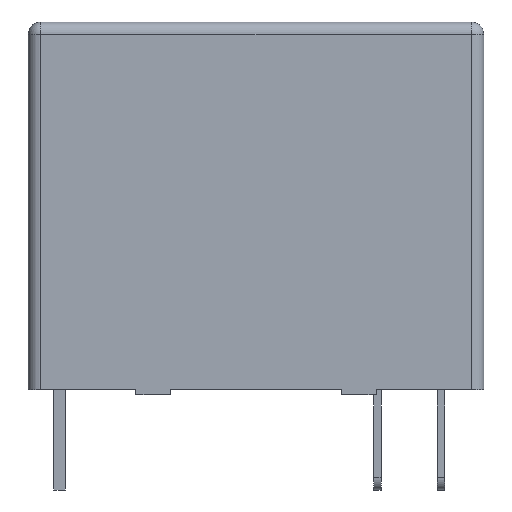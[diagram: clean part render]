
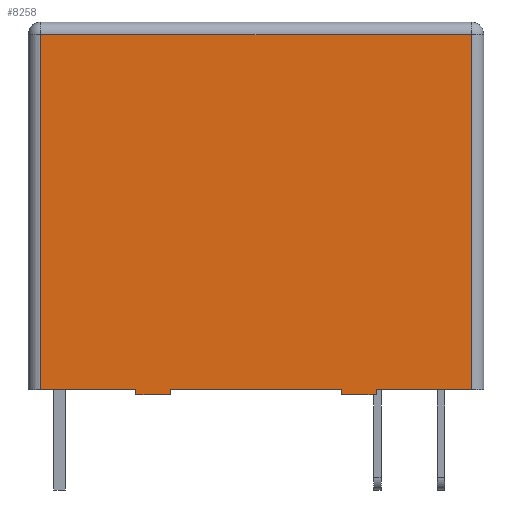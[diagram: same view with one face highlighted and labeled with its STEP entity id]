
A CAD part, front view. The second image highlights one B-rep face of the part: STEP entity #8258.
In plain terms, the highlighted planar face has unit normal (0, -1, 0).
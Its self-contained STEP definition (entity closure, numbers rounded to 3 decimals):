
#98 = PLANE ( 'NONE',  #13661 ) ;
#111 = LINE ( 'NONE', #7034, #332 ) ;
#287 = VECTOR ( 'NONE', #7095, 1000. ) ;
#332 = VECTOR ( 'NONE', #5783, 1000. ) ;
#393 = ORIENTED_EDGE ( 'NONE', *, *, #13361, .T. ) ;
#754 = ORIENTED_EDGE ( 'NONE', *, *, #7792, .F. ) ;
#1589 = VERTEX_POINT ( 'NONE', #11483 ) ;
#1825 = DIRECTION ( 'NONE',  ( 0., 0., 1. ) ) ;
#1871 = VERTEX_POINT ( 'NONE', #9205 ) ;
#1982 = LINE ( 'NONE', #15271, #5686 ) ;
#2214 = CARTESIAN_POINT ( 'NONE',  ( -4.798, -5.1, -0.2 ) ) ;
#2340 = CARTESIAN_POINT ( 'NONE',  ( -8.6, -5.1, 0. ) ) ;
#2341 = CARTESIAN_POINT ( 'NONE',  ( -9.1, -5.1, 0. ) ) ;
#2418 = CARTESIAN_POINT ( 'NONE',  ( -4.798, -5.1, -0.2 ) ) ;
#2434 = EDGE_CURVE ( 'NONE', #7678, #7512, #7014, .T. ) ;
#2575 = ORIENTED_EDGE ( 'NONE', *, *, #3928, .T. ) ;
#2657 = DIRECTION ( 'NONE',  ( 0., 0., 1. ) ) ;
#2804 = VECTOR ( 'NONE', #14119, 1000. ) ;
#2866 = CARTESIAN_POINT ( 'NONE',  ( -3.426, -5.1, -0.2 ) ) ;
#2999 = VERTEX_POINT ( 'NONE', #10162 ) ;
#3036 = VECTOR ( 'NONE', #3615, 1000. ) ;
#3279 = DIRECTION ( 'NONE',  ( 1., 0., 0. ) ) ;
#3303 = CARTESIAN_POINT ( 'NONE',  ( 3.426, -5.1, -0.2 ) ) ;
#3418 = EDGE_CURVE ( 'NONE', #6417, #6540, #13946, .T. ) ;
#3596 = CARTESIAN_POINT ( 'NONE',  ( -9.1, -5.1, 0. ) ) ;
#3615 = DIRECTION ( 'NONE',  ( 0., 0., 1. ) ) ;
#3743 = LINE ( 'NONE', #2418, #12379 ) ;
#3804 = CARTESIAN_POINT ( 'NONE',  ( 4.798, -5.1, -0.2 ) ) ;
#3928 = EDGE_CURVE ( 'NONE', #9296, #1589, #11785, .T. ) ;
#4306 = VERTEX_POINT ( 'NONE', #7647 ) ;
#4328 = EDGE_LOOP ( 'NONE', ( #6862, #5235, #14767, #9667, #754, #393, #10027, #12121, #13664, #12088, #9815, #2575 ) ) ;
#5092 = EDGE_CURVE ( 'NONE', #1589, #1871, #13966, .T. ) ;
#5233 = CARTESIAN_POINT ( 'NONE',  ( 4.798, -5.1, -0.2 ) ) ;
#5235 = ORIENTED_EDGE ( 'NONE', *, *, #5879, .T. ) ;
#5686 = VECTOR ( 'NONE', #7842, 1000. ) ;
#5783 = DIRECTION ( 'NONE',  ( 1., 0., 0. ) ) ;
#5795 = VECTOR ( 'NONE', #6311, 1000. ) ;
#5879 = EDGE_CURVE ( 'NONE', #1871, #6417, #9232, .T. ) ;
#6009 = DIRECTION ( 'NONE',  ( -1., 0., 0. ) ) ;
#6311 = DIRECTION ( 'NONE',  ( 1., 0., 0. ) ) ;
#6337 = LINE ( 'NONE', #5233, #11500 ) ;
#6417 = VERTEX_POINT ( 'NONE', #2340 ) ;
#6438 = VERTEX_POINT ( 'NONE', #2866 ) ;
#6540 = VERTEX_POINT ( 'NONE', #11430 ) ;
#6862 = ORIENTED_EDGE ( 'NONE', *, *, #5092, .T. ) ;
#7014 = LINE ( 'NONE', #3804, #287 ) ;
#7034 = CARTESIAN_POINT ( 'NONE',  ( -9.1, -5.1, 0. ) ) ;
#7095 = DIRECTION ( 'NONE',  ( 1., 0., 0. ) ) ;
#7291 = VERTEX_POINT ( 'NONE', #15091 ) ;
#7332 = CARTESIAN_POINT ( 'NONE',  ( -9.1, -5.1, 14.7 ) ) ;
#7512 = VERTEX_POINT ( 'NONE', #8169 ) ;
#7584 = CARTESIAN_POINT ( 'NONE',  ( -3.426, -5.1, -0.2 ) ) ;
#7647 = CARTESIAN_POINT ( 'NONE',  ( -4.798, -5.1, -0.2 ) ) ;
#7678 = VERTEX_POINT ( 'NONE', #3303 ) ;
#7792 = EDGE_CURVE ( 'NONE', #6438, #4306, #14338, .T. ) ;
#7842 = DIRECTION ( 'NONE',  ( 0., 0., 1. ) ) ;
#8156 = CARTESIAN_POINT ( 'NONE',  ( 8.6, -5.1, 14.7 ) ) ;
#8169 = CARTESIAN_POINT ( 'NONE',  ( 4.798, -5.1, -0.2 ) ) ;
#8258 = ADVANCED_FACE ( 'NONE', ( #10438 ), #98, .F. ) ;
#8964 = CARTESIAN_POINT ( 'NONE',  ( 8.6, -5.1, 0. ) ) ;
#9205 = CARTESIAN_POINT ( 'NONE',  ( -8.6, -5.1, 14.2 ) ) ;
#9232 = LINE ( 'NONE', #15276, #2804 ) ;
#9296 = VERTEX_POINT ( 'NONE', #8964 ) ;
#9494 = VECTOR ( 'NONE', #3279, 1000. ) ;
#9667 = ORIENTED_EDGE ( 'NONE', *, *, #14607, .F. ) ;
#9815 = ORIENTED_EDGE ( 'NONE', *, *, #13530, .T. ) ;
#9904 = LINE ( 'NONE', #7584, #10276 ) ;
#10027 = ORIENTED_EDGE ( 'NONE', *, *, #12198, .T. ) ;
#10162 = CARTESIAN_POINT ( 'NONE',  ( 3.426, -5.1, 0. ) ) ;
#10179 = VECTOR ( 'NONE', #6009, 1000. ) ;
#10276 = VECTOR ( 'NONE', #2657, 1000. ) ;
#10314 = DIRECTION ( 'NONE',  ( -1., 0., 0. ) ) ;
#10438 = FACE_OUTER_BOUND ( 'NONE', #4328, .T. ) ;
#11430 = CARTESIAN_POINT ( 'NONE',  ( -4.798, -5.1, 0. ) ) ;
#11459 = CARTESIAN_POINT ( 'NONE',  ( 4.798, -5.1, 0. ) ) ;
#11483 = CARTESIAN_POINT ( 'NONE',  ( 8.6, -5.1, 14.2 ) ) ;
#11484 = VECTOR ( 'NONE', #10314, 1000. ) ;
#11500 = VECTOR ( 'NONE', #1825, 1000. ) ;
#11700 = CARTESIAN_POINT ( 'NONE',  ( -9.1, -5.1, 14.2 ) ) ;
#11785 = LINE ( 'NONE', #8156, #3036 ) ;
#11920 = DIRECTION ( 'NONE',  ( 0., 0., 1. ) ) ;
#11941 = EDGE_CURVE ( 'NONE', #7512, #14525, #6337, .T. ) ;
#12057 = DIRECTION ( 'NONE',  ( 0., 0., 1. ) ) ;
#12088 = ORIENTED_EDGE ( 'NONE', *, *, #11941, .T. ) ;
#12121 = ORIENTED_EDGE ( 'NONE', *, *, #15265, .F. ) ;
#12198 = EDGE_CURVE ( 'NONE', #7291, #2999, #111, .T. ) ;
#12379 = VECTOR ( 'NONE', #11920, 1000. ) ;
#13146 = DIRECTION ( 'NONE',  ( 0., 1., 0. ) ) ;
#13361 = EDGE_CURVE ( 'NONE', #6438, #7291, #9904, .T. ) ;
#13530 = EDGE_CURVE ( 'NONE', #14525, #9296, #14259, .T. ) ;
#13661 = AXIS2_PLACEMENT_3D ( 'NONE', #7332, #13146, #12057 ) ;
#13664 = ORIENTED_EDGE ( 'NONE', *, *, #2434, .T. ) ;
#13946 = LINE ( 'NONE', #2341, #9494 ) ;
#13966 = LINE ( 'NONE', #11700, #11484 ) ;
#14119 = DIRECTION ( 'NONE',  ( 0., 0., -1. ) ) ;
#14259 = LINE ( 'NONE', #3596, #5795 ) ;
#14338 = LINE ( 'NONE', #2214, #10179 ) ;
#14525 = VERTEX_POINT ( 'NONE', #11459 ) ;
#14607 = EDGE_CURVE ( 'NONE', #4306, #6540, #3743, .T. ) ;
#14767 = ORIENTED_EDGE ( 'NONE', *, *, #3418, .T. ) ;
#15091 = CARTESIAN_POINT ( 'NONE',  ( -3.426, -5.1, 0. ) ) ;
#15265 = EDGE_CURVE ( 'NONE', #7678, #2999, #1982, .T. ) ;
#15271 = CARTESIAN_POINT ( 'NONE',  ( 3.426, -5.1, -0.2 ) ) ;
#15276 = CARTESIAN_POINT ( 'NONE',  ( -8.6, -5.1, 14.7 ) ) ;
